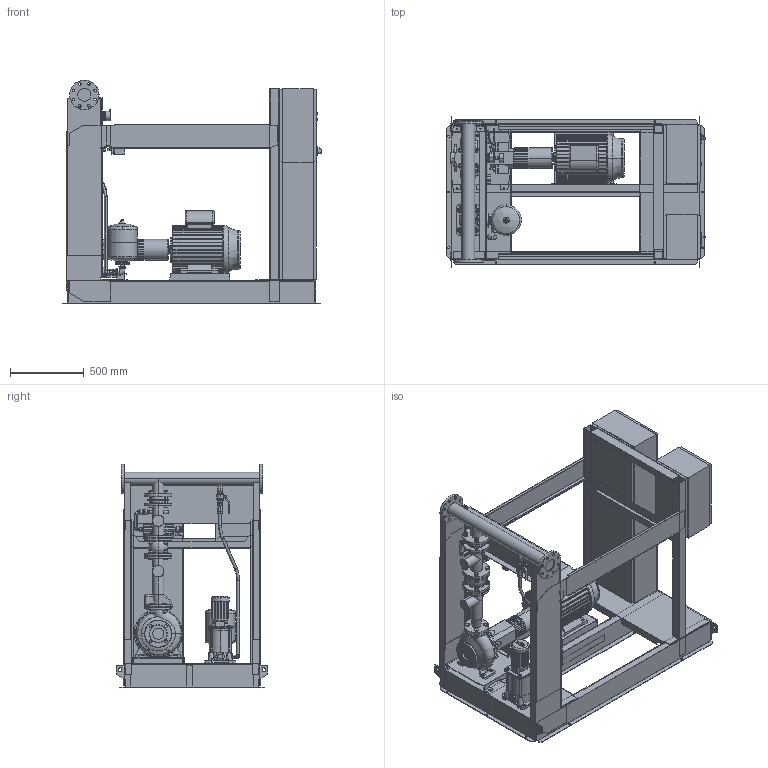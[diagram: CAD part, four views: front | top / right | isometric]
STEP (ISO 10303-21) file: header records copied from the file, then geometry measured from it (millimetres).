
FILE_DESCRIPTION((''),'2;1');
FILE_NAME('3d_Sifire-EN-50_160-170-11_0.55EJ-4183739.stp','2015-05-26T07:13:07',(''),(''),'Mechanical Desktop 2009','Mechanical Desktop 2009',', , ');
FILE_SCHEMA(('CONFIG_CONTROL_DESIGN'));
Length unit declared in the file: millimetre
Products named in the file (1): Product
Bounding box: 1754.5 x 1026 x 1520 mm (x, y, z)
Volume: 278059520.9 mm3; surface area: 22150256.5 mm2
Topology: 137 solids, 137 shells, 3561 faces, 8717 edges, 5562 vertices
Faces by surface type: plane 1411, bspline 1012, cylinder 750, cone 266, torus 94, sphere 28
Entity records: 116014 total; most frequent: CARTESIAN_POINT 35947, ORIENTED_EDGE 17386, DIRECTION 15249, EDGE_CURVE 8693, VERTEX_POINT 5561, AXIS2_PLACEMENT_3D 5113, VECTOR 5023, LINE 5023
